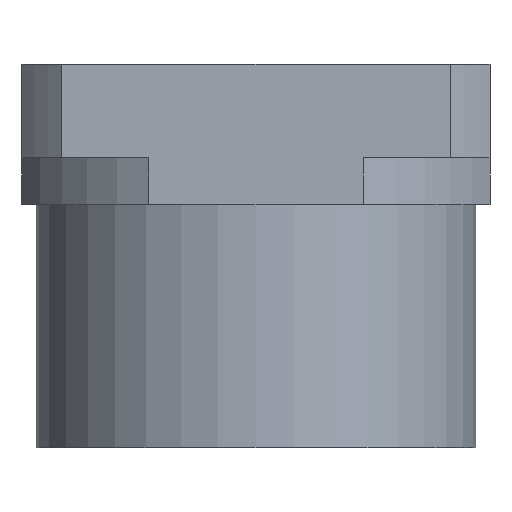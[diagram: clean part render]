
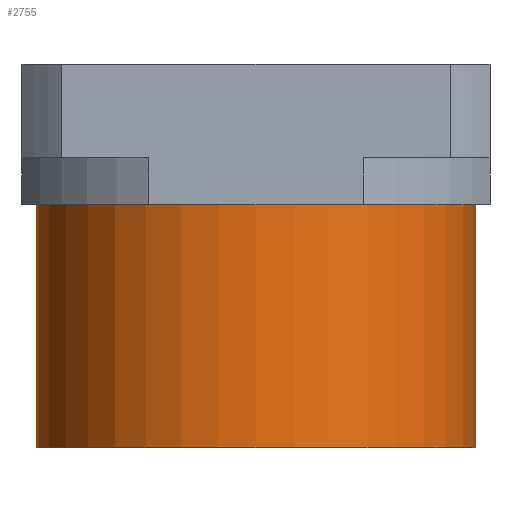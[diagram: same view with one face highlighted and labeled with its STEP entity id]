
A CAD part, front view. The second image highlights one B-rep face of the part: STEP entity #2755.
In plain terms, the highlighted cylindrical face has radius 2.35 mm (diameter 4.7 mm), a partial arc.
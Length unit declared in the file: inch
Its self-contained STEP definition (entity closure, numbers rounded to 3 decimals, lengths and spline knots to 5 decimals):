
#22 = AXIS2_PLACEMENT_3D ( 'NONE', #2832, #1402, #674 ) ;
#95 = DIRECTION ( 'NONE',  ( 0., 0., 1. ) ) ;
#260 = VERTEX_POINT ( 'NONE', #2120 ) ;
#287 = VERTEX_POINT ( 'NONE', #1387 ) ;
#339 = CARTESIAN_POINT ( 'NONE',  ( 0., 0., -0.16142 ) ) ;
#446 = VECTOR ( 'NONE', #676, 39.37008 ) ;
#473 = EDGE_CURVE ( 'NONE', #287, #1990, #2003, .T. ) ;
#608 = DIRECTION ( 'NONE',  ( -1., 0., 0. ) ) ;
#642 = VECTOR ( 'NONE', #2372, 39.37008 ) ;
#674 = DIRECTION ( 'NONE',  ( -1., 0., 0. ) ) ;
#676 = DIRECTION ( 'NONE',  ( 0., 0., -1. ) ) ;
#1049 = ORIENTED_EDGE ( 'NONE', *, *, #1668, .F. ) ;
#1073 = EDGE_CURVE ( 'NONE', #260, #1990, #2549, .T. ) ;
#1116 = EDGE_CURVE ( 'NONE', #260, #1291, #2371, .T. ) ;
#1199 = LINE ( 'NONE', #2344, #446 ) ;
#1291 = VERTEX_POINT ( 'NONE', #2728 ) ;
#1387 = CARTESIAN_POINT ( 'NONE',  ( 0.09252, 0., -0.16142 ) ) ;
#1402 = DIRECTION ( 'NONE',  ( 0., 0., -1. ) ) ;
#1426 = ORIENTED_EDGE ( 'NONE', *, *, #1116, .F. ) ;
#1480 = CARTESIAN_POINT ( 'NONE',  ( -0.09252, 0., -0.16142 ) ) ;
#1668 = EDGE_CURVE ( 'NONE', #1291, #287, #1199, .T. ) ;
#1797 = DIRECTION ( 'NONE',  ( 1., 0., 0. ) ) ;
#1841 = AXIS2_PLACEMENT_3D ( 'NONE', #2024, #95, #1797 ) ;
#1990 = VERTEX_POINT ( 'NONE', #1480 ) ;
#2003 = CIRCLE ( 'NONE', #2667, 0.09252 ) ;
#2024 = CARTESIAN_POINT ( 'NONE',  ( 0., 0., -0.05906 ) ) ;
#2044 = DIRECTION ( 'NONE',  ( 0., 0., -1. ) ) ;
#2120 = CARTESIAN_POINT ( 'NONE',  ( -0.09252, 0., -0.05906 ) ) ;
#2174 = CYLINDRICAL_SURFACE ( 'NONE', #22, 0.09252 ) ;
#2259 = EDGE_LOOP ( 'NONE', ( #1049, #1426, #2489, #2413 ) ) ;
#2344 = CARTESIAN_POINT ( 'NONE',  ( 0.09252, 0., 0.02858 ) ) ;
#2371 = CIRCLE ( 'NONE', #1841, 0.09252 ) ;
#2372 = DIRECTION ( 'NONE',  ( 0., 0., -1. ) ) ;
#2413 = ORIENTED_EDGE ( 'NONE', *, *, #473, .F. ) ;
#2489 = ORIENTED_EDGE ( 'NONE', *, *, #1073, .T. ) ;
#2549 = LINE ( 'NONE', #3092, #642 ) ;
#2667 = AXIS2_PLACEMENT_3D ( 'NONE', #339, #2044, #608 ) ;
#2728 = CARTESIAN_POINT ( 'NONE',  ( 0.09252, 0., -0.05906 ) ) ;
#2755 = ADVANCED_FACE ( 'NONE', ( #2836 ), #2174, .T. ) ;
#2832 = CARTESIAN_POINT ( 'NONE',  ( 0., 0., 0.02858 ) ) ;
#2836 = FACE_OUTER_BOUND ( 'NONE', #2259, .T. ) ;
#3092 = CARTESIAN_POINT ( 'NONE',  ( -0.09252, 0., 0.02858 ) ) ;
